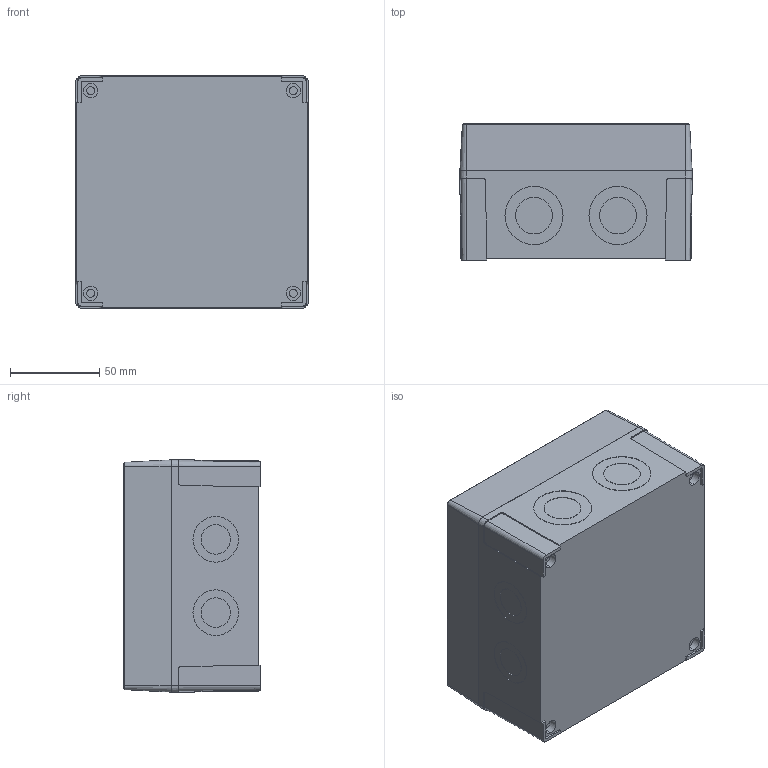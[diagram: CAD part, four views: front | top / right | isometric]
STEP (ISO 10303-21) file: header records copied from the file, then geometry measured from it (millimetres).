
FILE_DESCRIPTION (( 'STEP AP214' ), '1' );
FILE_NAME ('6016308_FIBOX_MNX_PCM_125_75_G.STEP', '2023-02-16T13:20:18', ( '' ), ( '' ), 'SwSTEP 2.0', 'SolidWorks 2021', '' );
FILE_SCHEMA (( 'AUTOMOTIVE_DESIGN' ));
Length unit declared in the file: millimetre
Products named in the file (4): FIBOX_MNXPCM125B; FIBOX_MNX12525C; 6016308_FIBOX_MNX_PCM_125_75_G; FIBOX_MNXSS14551H
Assembly tree (6 placements, depth 2):
  6016308_FIBOX_MNX_PCM_125_75_G
    FIBOX_MNXPCM125B
    FIBOX_MNX12525C
    FIBOX_MNXSS14551H  x4
Bounding box: 130.1 x 76.6 x 130.1 mm (x, y, z)
Volume: 251911.8 mm3; surface area: 154467.5 mm2
Topology: 6 solids, 6 shells, 522 faces, 1269 edges, 838 vertices
Faces by surface type: plane 298, cylinder 184, cone 40
Entity records: 13203 total; most frequent: CARTESIAN_POINT 2410, DIRECTION 2307, ORIENTED_EDGE 2130, EDGE_CURVE 1065, AXIS2_PLACEMENT_3D 843, VERTEX_POINT 706, VECTOR 621, LINE 621
